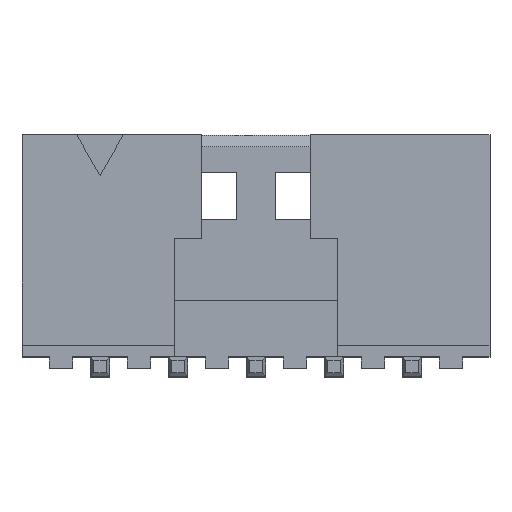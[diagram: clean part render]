
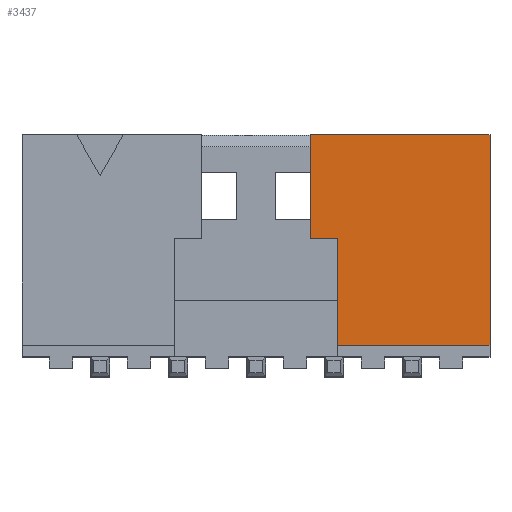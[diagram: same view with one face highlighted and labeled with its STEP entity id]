
A CAD part, top view. The second image highlights one B-rep face of the part: STEP entity #3437.
In plain terms, the highlighted planar face has unit normal (0, 0, 1).
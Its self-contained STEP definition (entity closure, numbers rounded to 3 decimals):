
#40 = VECTOR ( 'NONE', #3890, 1000. ) ;
#124 = VECTOR ( 'NONE', #344, 1000. ) ;
#338 = ORIENTED_EDGE ( 'NONE', *, *, #502, .F. ) ;
#344 = DIRECTION ( 'NONE',  ( 1., 0., 0. ) ) ;
#367 = CARTESIAN_POINT ( 'NONE',  ( 6., 6.2, 3.05 ) ) ;
#378 = CARTESIAN_POINT ( 'NONE',  ( 6., 6.2, 3.05 ) ) ;
#397 = VERTEX_POINT ( 'NONE', #2691 ) ;
#437 = ORIENTED_EDGE ( 'NONE', *, *, #4116, .F. ) ;
#455 = DIRECTION ( 'NONE',  ( 0., -1., 0. ) ) ;
#502 = EDGE_CURVE ( 'NONE', #397, #3483, #1551, .T. ) ;
#660 = CARTESIAN_POINT ( 'NONE',  ( 2.1, 3.55, 3.05 ) ) ;
#746 = LINE ( 'NONE', #2434, #864 ) ;
#796 = DIRECTION ( 'NONE',  ( -1., 0., 0. ) ) ;
#811 = ORIENTED_EDGE ( 'NONE', *, *, #1575, .F. ) ;
#864 = VECTOR ( 'NONE', #455, 1000. ) ;
#1219 = ORIENTED_EDGE ( 'NONE', *, *, #2567, .F. ) ;
#1304 = LINE ( 'NONE', #660, #4033 ) ;
#1551 = LINE ( 'NONE', #2864, #40 ) ;
#1571 = VERTEX_POINT ( 'NONE', #2513 ) ;
#1575 = EDGE_CURVE ( 'NONE', #2193, #397, #3182, .T. ) ;
#1627 = ORIENTED_EDGE ( 'NONE', *, *, #3073, .F. ) ;
#1971 = DIRECTION ( 'NONE',  ( -1., 0., 0. ) ) ;
#2074 = PLANE ( 'NONE',  #3619 ) ;
#2098 = VERTEX_POINT ( 'NONE', #367 ) ;
#2193 = VERTEX_POINT ( 'NONE', #3297 ) ;
#2360 = CARTESIAN_POINT ( 'NONE',  ( 6., 0.81, 3.05 ) ) ;
#2368 = VERTEX_POINT ( 'NONE', #3457 ) ;
#2381 = LINE ( 'NONE', #4083, #3614 ) ;
#2434 = CARTESIAN_POINT ( 'NONE',  ( 6., 25.861, 3.05 ) ) ;
#2513 = CARTESIAN_POINT ( 'NONE',  ( 1.4, 6.2, 3.05 ) ) ;
#2545 = EDGE_CURVE ( 'NONE', #2098, #2193, #746, .T. ) ;
#2567 = EDGE_CURVE ( 'NONE', #3483, #2368, #1304, .T. ) ;
#2610 = LINE ( 'NONE', #378, #124 ) ;
#2684 = CARTESIAN_POINT ( 'NONE',  ( 6., 25.861, 3.05 ) ) ;
#2691 = CARTESIAN_POINT ( 'NONE',  ( 2.1, 0.81, 3.05 ) ) ;
#2750 = CARTESIAN_POINT ( 'NONE',  ( 2.1, 3.55, 3.05 ) ) ;
#2864 = CARTESIAN_POINT ( 'NONE',  ( 2.1, 0., 3.05 ) ) ;
#3047 = FACE_OUTER_BOUND ( 'NONE', #3327, .T. ) ;
#3073 = EDGE_CURVE ( 'NONE', #2368, #1571, #2381, .T. ) ;
#3182 = LINE ( 'NONE', #2360, #3261 ) ;
#3261 = VECTOR ( 'NONE', #3285, 1000. ) ;
#3285 = DIRECTION ( 'NONE',  ( -1., 0., 0. ) ) ;
#3297 = CARTESIAN_POINT ( 'NONE',  ( 6., 0.81, 3.05 ) ) ;
#3327 = EDGE_LOOP ( 'NONE', ( #437, #1627, #1219, #338, #811, #3456 ) ) ;
#3437 = ADVANCED_FACE ( 'NONE', ( #3047 ), #2074, .F. ) ;
#3456 = ORIENTED_EDGE ( 'NONE', *, *, #2545, .F. ) ;
#3457 = CARTESIAN_POINT ( 'NONE',  ( 1.4, 3.55, 3.05 ) ) ;
#3483 = VERTEX_POINT ( 'NONE', #2750 ) ;
#3614 = VECTOR ( 'NONE', #4063, 1000. ) ;
#3619 = AXIS2_PLACEMENT_3D ( 'NONE', #2684, #3773, #796 ) ;
#3773 = DIRECTION ( 'NONE',  ( 0., 0., -1. ) ) ;
#3890 = DIRECTION ( 'NONE',  ( 0., 1., 0. ) ) ;
#4033 = VECTOR ( 'NONE', #1971, 1000. ) ;
#4063 = DIRECTION ( 'NONE',  ( 0., 1., 0. ) ) ;
#4083 = CARTESIAN_POINT ( 'NONE',  ( 1.4, 3.55, 3.05 ) ) ;
#4116 = EDGE_CURVE ( 'NONE', #1571, #2098, #2610, .T. ) ;
